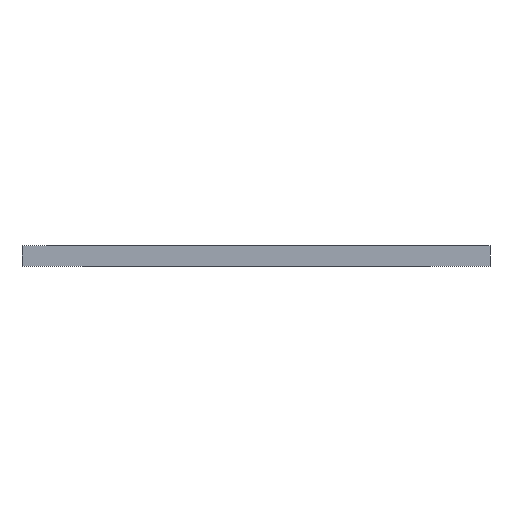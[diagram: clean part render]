
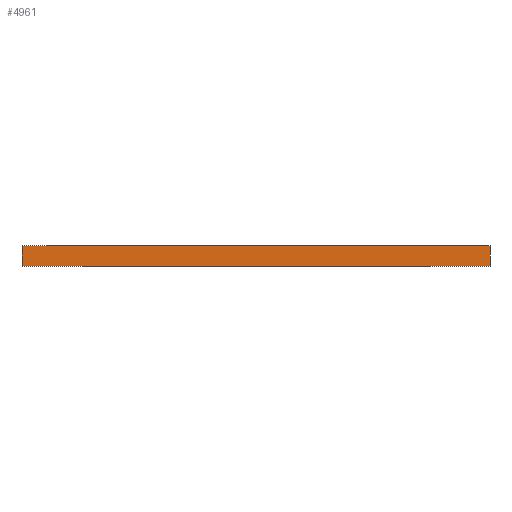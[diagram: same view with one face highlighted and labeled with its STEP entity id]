
A CAD part, front view. The second image highlights one B-rep face of the part: STEP entity #4961.
In plain terms, the highlighted planar face has unit normal (0, -1, 0).
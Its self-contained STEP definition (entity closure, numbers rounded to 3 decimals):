
#233 = CARTESIAN_POINT ( 'NONE',  ( -15., -22.5, 0.65 ) ) ;
#289 = VERTEX_POINT ( 'NONE', #1666 ) ;
#342 = CARTESIAN_POINT ( 'NONE',  ( 15., -22.5, -0.65 ) ) ;
#399 = AXIS2_PLACEMENT_3D ( 'NONE', #4944, #3747, #1066 ) ;
#459 = EDGE_CURVE ( 'NONE', #4984, #289, #1762, .T. ) ;
#690 = EDGE_CURVE ( 'NONE', #4984, #4703, #4336, .T. ) ;
#1066 = DIRECTION ( 'NONE',  ( -1., 0., 0. ) ) ;
#1358 = CARTESIAN_POINT ( 'NONE',  ( -15., -22.5, -0.65 ) ) ;
#1512 = LINE ( 'NONE', #342, #3294 ) ;
#1660 = VECTOR ( 'NONE', #2240, 1000. ) ;
#1666 = CARTESIAN_POINT ( 'NONE',  ( 15., -22.5, 0.65 ) ) ;
#1722 = ORIENTED_EDGE ( 'NONE', *, *, #3983, .T. ) ;
#1762 = LINE ( 'NONE', #3360, #3691 ) ;
#1766 = CARTESIAN_POINT ( 'NONE',  ( 15., -22.5, -0.65 ) ) ;
#2177 = FACE_OUTER_BOUND ( 'NONE', #3134, .T. ) ;
#2213 = DIRECTION ( 'NONE',  ( 1., 0., 0. ) ) ;
#2240 = DIRECTION ( 'NONE',  ( 0., 0., -1. ) ) ;
#2358 = ORIENTED_EDGE ( 'NONE', *, *, #690, .T. ) ;
#2670 = ORIENTED_EDGE ( 'NONE', *, *, #459, .F. ) ;
#2725 = EDGE_CURVE ( 'NONE', #289, #4862, #4634, .T. ) ;
#2946 = PLANE ( 'NONE',  #399 ) ;
#2970 = DIRECTION ( 'NONE',  ( 0., 0., -1. ) ) ;
#3005 = ORIENTED_EDGE ( 'NONE', *, *, #2725, .F. ) ;
#3134 = EDGE_LOOP ( 'NONE', ( #1722, #3005, #2670, #2358 ) ) ;
#3294 = VECTOR ( 'NONE', #4627, 1000. ) ;
#3360 = CARTESIAN_POINT ( 'NONE',  ( 15., -22.5, 0.65 ) ) ;
#3688 = CARTESIAN_POINT ( 'NONE',  ( -15., -22.5, 0.65 ) ) ;
#3691 = VECTOR ( 'NONE', #2213, 1000. ) ;
#3706 = CARTESIAN_POINT ( 'NONE',  ( 15., -22.5, 0.65 ) ) ;
#3747 = DIRECTION ( 'NONE',  ( 0., 1., 0. ) ) ;
#3983 = EDGE_CURVE ( 'NONE', #4703, #4862, #1512, .T. ) ;
#4336 = LINE ( 'NONE', #3688, #1660 ) ;
#4366 = VECTOR ( 'NONE', #2970, 1000. ) ;
#4627 = DIRECTION ( 'NONE',  ( 1., 0., 0. ) ) ;
#4634 = LINE ( 'NONE', #3706, #4366 ) ;
#4703 = VERTEX_POINT ( 'NONE', #1358 ) ;
#4862 = VERTEX_POINT ( 'NONE', #1766 ) ;
#4944 = CARTESIAN_POINT ( 'NONE',  ( 15., -22.5, 0.65 ) ) ;
#4961 = ADVANCED_FACE ( 'NONE', ( #2177 ), #2946, .F. ) ;
#4984 = VERTEX_POINT ( 'NONE', #233 ) ;
